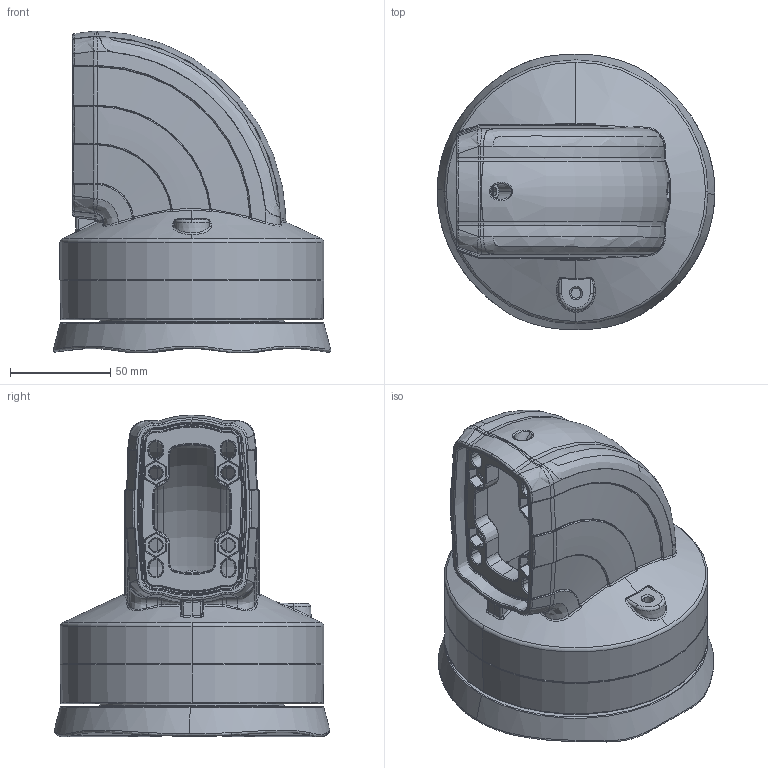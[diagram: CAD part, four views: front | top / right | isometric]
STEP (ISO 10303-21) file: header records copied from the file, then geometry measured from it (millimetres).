
FILE_DESCRIPTION (( 'STEP AP203' ), '1' );
FILE_NAME ('410.STEP', '2016-05-05T12:34:18', ( '' ), ( '' ), 'SwSTEP 2.0', 'SolidWorks 2013', '' );
FILE_SCHEMA (( 'CONFIG_CONTROL_DESIGN' ));
Length unit declared in the file: millimetre
Products named in the file (1): 410
Bounding box: 138.2 x 137.21 x 160.18 mm (x, y, z)
Volume: 676596.8 mm3; surface area: 153552 mm2
Topology: 3 solids, 12 shells, 2071 faces, 5056 edges, 2990 vertices
Faces by surface type: bspline 960, cone 338, plane 257, cylinder 250, torus 240, sphere 26
Entity records: 114123 total; most frequent: CARTESIAN_POINT 73603, ORIENTED_EDGE 9956, DIRECTION 6473, EDGE_CURVE 4978, VERTEX_POINT 2990, AXIS2_PLACEMENT_3D 2850, B_SPLINE_CURVE_WITH_KNOTS 2297, EDGE_LOOP 2172
